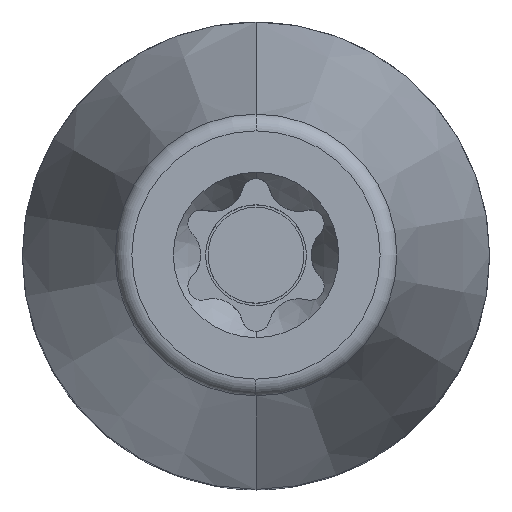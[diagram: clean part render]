
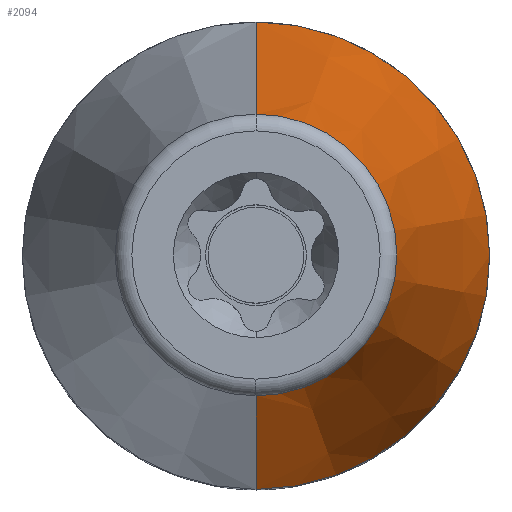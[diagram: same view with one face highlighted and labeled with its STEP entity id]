
A CAD part, top view. The second image highlights one B-rep face of the part: STEP entity #2094.
In plain terms, the highlighted conical face has half-angle 13.299 degrees and reference radius 7.614 mm.
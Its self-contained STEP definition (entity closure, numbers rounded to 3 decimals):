
#672=CARTESIAN_POINT('',(0.,0.,15.5));
#673=DIRECTION('',(0.,0.,1.));
#674=DIRECTION('',(1.,0.,0.));
#675=AXIS2_PLACEMENT_3D('',#672,#673,#674);
#774=CARTESIAN_POINT('',(0.,0.,15.5));
#775=DIRECTION('',(0.,0.,1.));
#776=DIRECTION('',(0.,-1.,0.));
#777=AXIS2_PLACEMENT_3D('',#774,#775,#776);
#1021=CARTESIAN_POINT('',(0.,0.,31.461));
#1022=DIRECTION('',(0.,0.,1.));
#1023=DIRECTION('',(0.,-1.,0.));
#1024=AXIS2_PLACEMENT_3D('',#1021,#1022,#1023);
#1026=DIRECTION('',(0.,0.23,-0.973));
#1027=VECTOR('',#1026,16.401);
#1028=CARTESIAN_POINT('',(0.,5.727,
31.461));
#1029=LINE('',#1028,#1027);
#1030=DIRECTION('',(0.,-0.23,-0.973));
#1031=VECTOR('',#1030,16.401);
#1032=CARTESIAN_POINT('',(0.,-5.727,
31.461));
#1033=LINE('',#1032,#1031);
#1188=CARTESIAN_POINT('',(0.,9.5,15.5));
#1190=VERTEX_POINT('',#1188);
#1192=CARTESIAN_POINT('',(0.,-9.5,15.5));
#1193=VERTEX_POINT('',#1192);
#1194=CARTESIAN_POINT('',(9.5,0.,15.5));
#1195=VERTEX_POINT('',#1194);
#1200=CARTESIAN_POINT('',(0.,5.727,31.461));
#1201=CARTESIAN_POINT('',(0.,-5.727,31.461));
#1202=VERTEX_POINT('',#1200);
#1203=VERTEX_POINT('',#1201);
#2079=CARTESIAN_POINT('',(0.,0.,23.481));
#2080=DIRECTION('',(0.,0.,-1.));
#2081=DIRECTION('',(0.,-1.,0.));
#2082=AXIS2_PLACEMENT_3D('',#2079,#2080,#2081);
#2083=CONICAL_SURFACE('',#2082,7.614,13.299);
#2085=ORIENTED_EDGE('',*,*,#2084,.T.);
#2087=ORIENTED_EDGE('',*,*,#2086,.T.);
#2088=ORIENTED_EDGE('',*,*,#1752,.F.);
#2089=ORIENTED_EDGE('',*,*,#1796,.F.);
#2091=ORIENTED_EDGE('',*,*,#2090,.F.);
#2092=EDGE_LOOP('',(#2085,#2087,#2088,#2089,#2091));
#2093=FACE_OUTER_BOUND('',#2092,.F.);
#2094=ADVANCED_FACE('',(#2093),#2083,.T.);
#676=CIRCLE('',#675,9.5);
#778=CIRCLE('',#777,9.5);
#1025=CIRCLE('',#1024,5.727);
#1752=EDGE_CURVE('',#1195,#1190,#676,.T.);
#1796=EDGE_CURVE('',#1193,#1195,#778,.T.);
#2084=EDGE_CURVE('',#1203,#1202,#1025,.T.);
#2086=EDGE_CURVE('',#1202,#1190,#1029,.T.);
#2090=EDGE_CURVE('',#1203,#1193,#1033,.T.);
